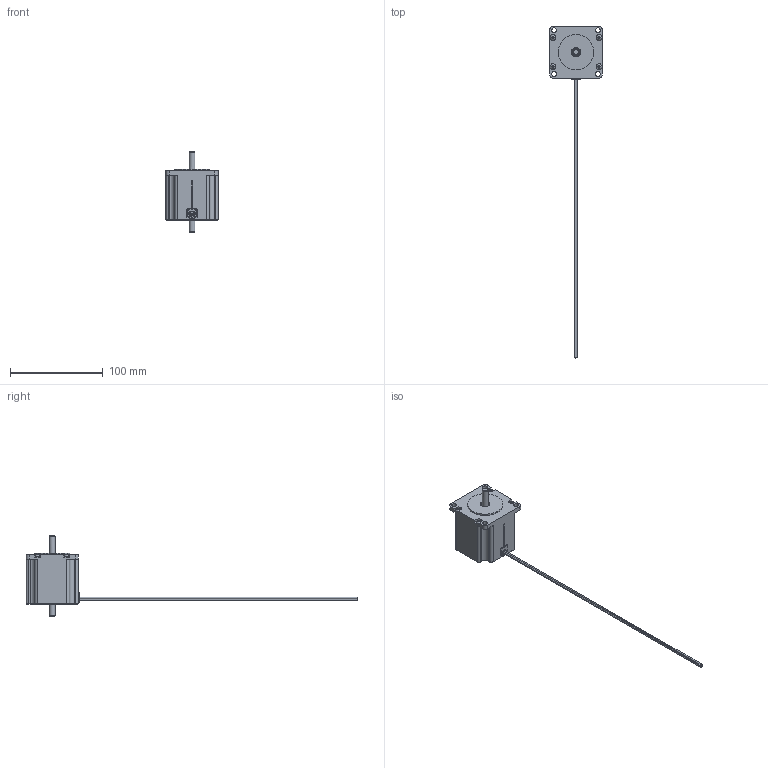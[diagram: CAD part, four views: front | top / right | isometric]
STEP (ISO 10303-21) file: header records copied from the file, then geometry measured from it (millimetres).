
FILE_DESCRIPTION(/* description */ (''),/* implementation_level */ '2;1');
FILE_NAME(/* name */ '5709-057-15D-RO.stp',/* time_stamp */ '2024-05-14T15:19:51-07:00',/* author */ ('DiegoMartinez'),/* organization */ (''),/* preprocessor_version */ 'ST-DEVELOPER v19.2',/* originating_system */ 'Autodesk Inventor 2023',/* authorisation */ '');
FILE_SCHEMA (('AUTOMOTIVE_DESIGN { 1 0 10303 214 3 1 1 }'));
Products named in the file (1): 4611112303752
Bounding box: 56.2 x 356.94 x 86.96 mm (x, y, z)
Volume: 143622.6 mm3; surface area: 38296.1 mm2
Topology: 3 solids, 6 shells, 1372 faces, 4444 edges, 2935 vertices
Faces by surface type: plane 670, cylinder 610, cone 52, torus 22, bspline 18
Full cylindrical faces by diameter (mm): 1.27 x6, 2.156 x2, 2.5 x4, 5.1 x4, 5.5 x4, 6 x1, 6.345 x2, 8 x1, 8.006 x2, 10 x3, 12.05 x2, 15 x1, 16.51 x2, 17.95 x2, 21.717 x2, 22 x3, 23 x1, 34.85 x1, 38.1 x1
Entity records: 52875 total; most frequent: CARTESIAN_POINT 11018, ORIENTED_EDGE 8888, DIRECTION 8475, EDGE_CURVE 4444, VERTEX_POINT 2935, AXIS2_PLACEMENT_3D 2874, LINE 2727, VECTOR 2727
